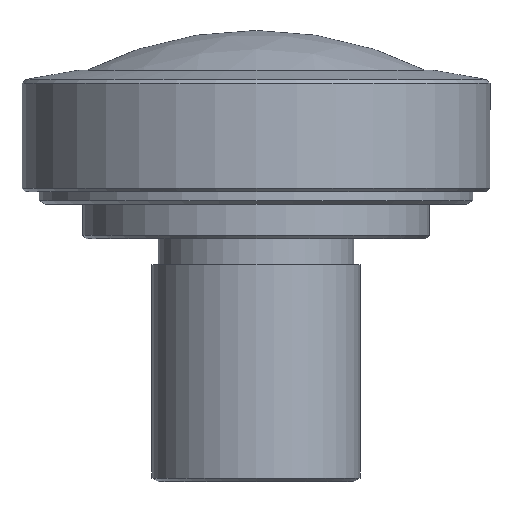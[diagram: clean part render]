
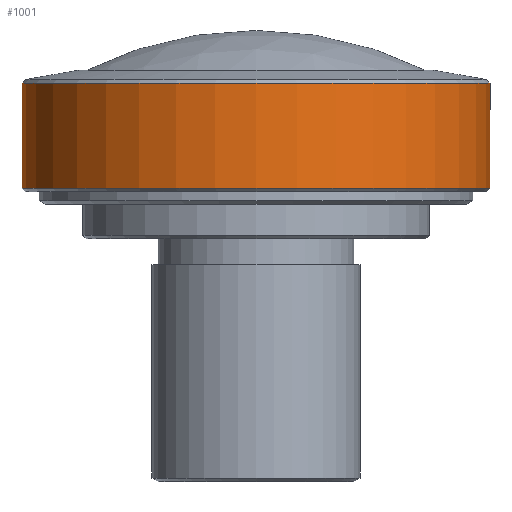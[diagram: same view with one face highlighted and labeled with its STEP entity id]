
A CAD part, left-side view. The second image highlights one B-rep face of the part: STEP entity #1001.
In plain terms, the highlighted cylindrical face has radius 13.5 mm (diameter 27 mm), a partial arc.
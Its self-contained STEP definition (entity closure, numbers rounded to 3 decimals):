
#13 = EDGE_CURVE ( 'NONE', #809, #1494, #269, .T. ) ;
#52 = LINE ( 'NONE', #1601, #1340 ) ;
#109 = DIRECTION ( 'NONE',  ( 0., 0., 1. ) ) ;
#259 = DIRECTION ( 'NONE',  ( 0., 0., 1. ) ) ;
#264 = EDGE_CURVE ( 'NONE', #630, #551, #52, .T. ) ;
#269 = LINE ( 'NONE', #1949, #913 ) ;
#377 = CARTESIAN_POINT ( 'NONE',  ( 0., 13.5, 20.315 ) ) ;
#517 = DIRECTION ( 'NONE',  ( 0., 0., 1. ) ) ;
#548 = AXIS2_PLACEMENT_3D ( 'NONE', #1646, #629, #1983 ) ;
#551 = VERTEX_POINT ( 'NONE', #565 ) ;
#565 = CARTESIAN_POINT ( 'NONE',  ( 0., 13.5, 26.386 ) ) ;
#629 = DIRECTION ( 'NONE',  ( 0., 0., 1. ) ) ;
#630 = VERTEX_POINT ( 'NONE', #377 ) ;
#634 = AXIS2_PLACEMENT_3D ( 'NONE', #2023, #517, #1187 ) ;
#714 = EDGE_CURVE ( 'NONE', #551, #1494, #766, .T. ) ;
#715 = CARTESIAN_POINT ( 'NONE',  ( 0., 0., 29.419 ) ) ;
#760 = ORIENTED_EDGE ( 'NONE', *, *, #882, .T. ) ;
#766 = CIRCLE ( 'NONE', #548, 13.5 ) ;
#809 = VERTEX_POINT ( 'NONE', #1522 ) ;
#872 = CIRCLE ( 'NONE', #634, 13.5 ) ;
#882 = EDGE_CURVE ( 'NONE', #630, #809, #872, .T. ) ;
#890 = ORIENTED_EDGE ( 'NONE', *, *, #714, .F. ) ;
#913 = VECTOR ( 'NONE', #109, 1000. ) ;
#918 = CYLINDRICAL_SURFACE ( 'NONE', #1705, 13.5 ) ;
#1001 = ADVANCED_FACE ( 'NONE', ( #1264 ), #918, .T. ) ;
#1006 = ORIENTED_EDGE ( 'NONE', *, *, #264, .F. ) ;
#1187 = DIRECTION ( 'NONE',  ( 0., -1., 0. ) ) ;
#1246 = CARTESIAN_POINT ( 'NONE',  ( 0., -13.5, 26.386 ) ) ;
#1264 = FACE_OUTER_BOUND ( 'NONE', #1678, .T. ) ;
#1340 = VECTOR ( 'NONE', #259, 1000. ) ;
#1430 = DIRECTION ( 'NONE',  ( 0., -1., 0. ) ) ;
#1494 = VERTEX_POINT ( 'NONE', #1246 ) ;
#1522 = CARTESIAN_POINT ( 'NONE',  ( 0., -13.5, 20.315 ) ) ;
#1601 = CARTESIAN_POINT ( 'NONE',  ( 0., 13.5, 29.419 ) ) ;
#1646 = CARTESIAN_POINT ( 'NONE',  ( 0., 0., 26.386 ) ) ;
#1678 = EDGE_LOOP ( 'NONE', ( #1006, #760, #1917, #890 ) ) ;
#1705 = AXIS2_PLACEMENT_3D ( 'NONE', #715, #2040, #1430 ) ;
#1917 = ORIENTED_EDGE ( 'NONE', *, *, #13, .T. ) ;
#1949 = CARTESIAN_POINT ( 'NONE',  ( 0., -13.5, 29.419 ) ) ;
#1983 = DIRECTION ( 'NONE',  ( 0., -1., 0. ) ) ;
#2023 = CARTESIAN_POINT ( 'NONE',  ( 0., 0., 20.315 ) ) ;
#2040 = DIRECTION ( 'NONE',  ( 0., 0., 1. ) ) ;
